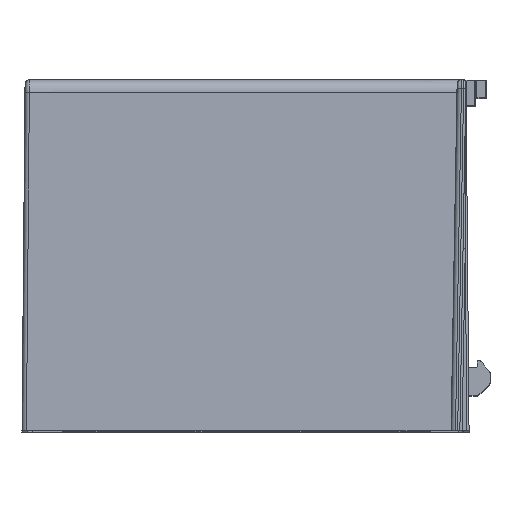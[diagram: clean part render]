
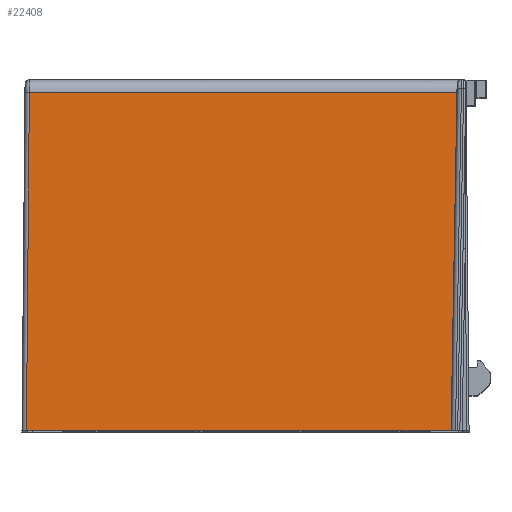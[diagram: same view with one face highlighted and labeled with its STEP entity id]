
A CAD part, top view. The second image highlights one B-rep face of the part: STEP entity #22408.
In plain terms, the highlighted planar face has unit normal (0, 0.018, 1).
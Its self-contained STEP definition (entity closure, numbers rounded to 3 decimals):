
#1548=CARTESIAN_POINT('',(-92.248,-64.548,209.));
#1640=DIRECTION('',(0.017,1.,-0.017));
#1641=VECTOR('',#1640,76.659);
#1642=CARTESIAN_POINT('',(-92.248,-64.548,209.));
#1643=LINE('',#1642,#1641);
#1644=DIRECTION('',(1.,0.,0.));
#1645=VECTOR('',#1644,96.766);
#1646=CARTESIAN_POINT('',(-189.014,-64.548,209.));
#1647=LINE('',#1646,#1645);
#1648=DIRECTION('',(-0.009,-1.,0.017));
#1649=VECTOR('',#1648,76.65);
#1650=CARTESIAN_POINT('',(-188.346,12.087,207.662));
#1651=LINE('',#1650,#1649);
#1652=DIRECTION('',(1.,0.,0.));
#1653=VECTOR('',#1652,97.435);
#1654=CARTESIAN_POINT('',(-188.346,12.087,207.662));
#1655=LINE('',#1654,#1653);
#1665=CARTESIAN_POINT('',(-188.346,12.087,207.662));
#17529=VERTEX_POINT('',#1548);
#17530=CARTESIAN_POINT('',(-189.014,-64.548,209.));
#17531=VERTEX_POINT('',#17530);
#17539=CARTESIAN_POINT('',(-90.91,12.087,
207.662));
#17540=VERTEX_POINT('',#17539);
#17542=VERTEX_POINT('',#1665);
#22395=CARTESIAN_POINT('',(-83.97,-64.987,209.008));
#22396=DIRECTION('',(0.,0.017,1.));
#22397=DIRECTION('',(0.,1.,-0.017));
#22398=AXIS2_PLACEMENT_3D('',#22395,#22396,#22397);
#22399=PLANE('',#22398);
#22401=ORIENTED_EDGE('',*,*,#22400,.T.);
#22402=ORIENTED_EDGE('',*,*,#22387,.F.);
#22403=ORIENTED_EDGE('',*,*,#22322,.F.);
#22405=ORIENTED_EDGE('',*,*,#22404,.F.);
#22406=EDGE_LOOP('',(#22401,#22402,#22403,#22405));
#22407=FACE_OUTER_BOUND('',#22406,.F.);
#22322=EDGE_CURVE('',#17531,#17529,#1647,.T.);
#22387=EDGE_CURVE('',#17529,#17540,#1643,.T.);
#22400=EDGE_CURVE('',#17542,#17540,#1655,.T.);
#22404=EDGE_CURVE('',#17542,#17531,#1651,.T.);
#22408=ADVANCED_FACE('',(#22407),#22399,.T.);
